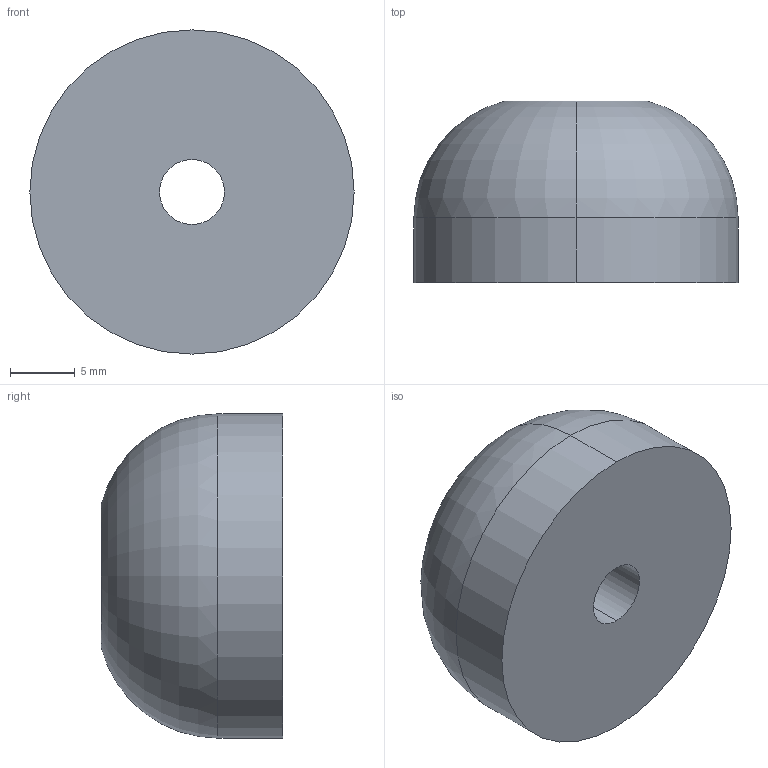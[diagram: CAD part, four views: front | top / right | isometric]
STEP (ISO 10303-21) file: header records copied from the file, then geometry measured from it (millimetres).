
FILE_DESCRIPTION (( 'STEP AP203' ), '1' );
FILE_NAME ('C-30-SK-2519-EP-UL.STEP', '2020-05-07T04:23:58', ( '' ), ( '' ), 'SwSTEP 2.0', 'SolidWorks 2018', '' );
FILE_SCHEMA (( 'CONFIG_CONTROL_DESIGN' ));
Length unit declared in the file: millimetre
Products named in the file (3): C-30-SK-2519-EP-UL; C-30-SK-2519-EP-UL_ワッシャー_; C-30-SK-2519-EP-UL_本体_
Assembly tree (2 placements, depth 2):
  C-30-SK-2519-EP-UL
    C-30-SK-2519-EP-UL_本体_
    C-30-SK-2519-EP-UL_ワッシャー_
Bounding box: 25 x 14 x 25 mm (x, y, z)
Volume: 4822.5 mm3; surface area: 2750.2 mm2
Topology: 2 solids, 2 shells, 19 faces, 38 edges, 24 vertices
Faces by surface type: cylinder 12, plane 5, torus 2
Entity records: 819 total; most frequent: DIRECTION 112, CARTESIAN_POINT 86, ORIENTED_EDGE 76, AXIS2_PLACEMENT_3D 50, EDGE_CURVE 38, CIRCLE 26, PERSON_AND_ORGANIZATION 26, EDGE_LOOP 24
